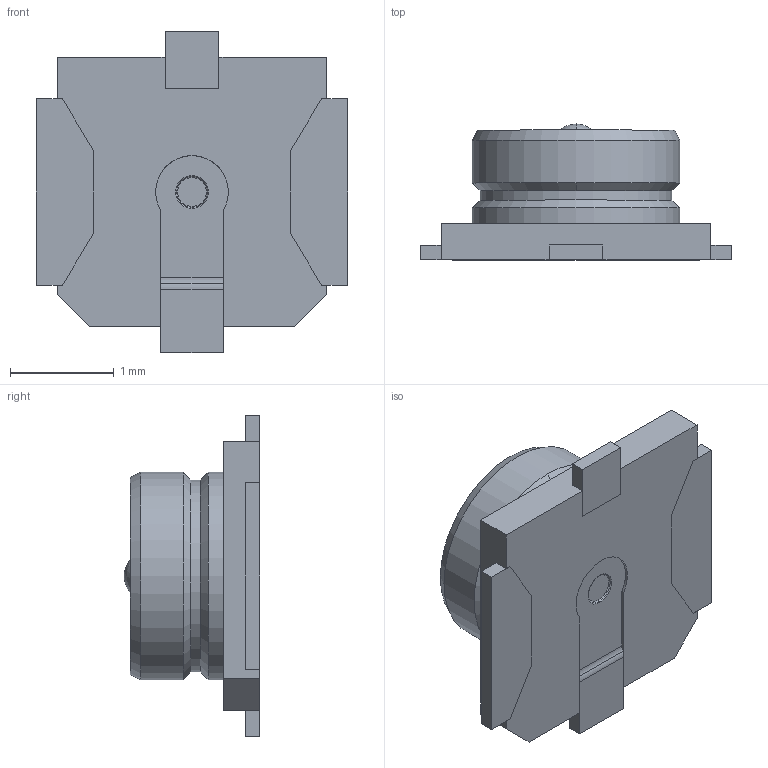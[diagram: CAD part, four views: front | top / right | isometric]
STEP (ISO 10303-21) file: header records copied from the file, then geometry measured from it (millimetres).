
FILE_DESCRIPTION (( 'STEP AP214' ), '1' );
FILE_NAME ('CONMHF1-SMD-G-T.STEP', '2021-12-14T12:14:58', ( '' ), ( '' ), 'SwSTEP 2.0', 'SolidWorks 2017', '' );
FILE_SCHEMA (( 'AUTOMOTIVE_DESIGN' ));
Length unit declared in the file: millimetre
Products named in the file (1): CONMHF1-SMD-G-T
Bounding box: 3 x 1.31 x 3.1 mm (x, y, z)
Volume: 3.4 mm3; surface area: 41.4 mm2
Topology: 7 solids, 7 shells, 94 faces, 232 edges, 153 vertices
Faces by surface type: plane 66, cylinder 18, cone 4, torus 4, sphere 2
Entity records: 2851 total; most frequent: CARTESIAN_POINT 510, DIRECTION 463, ORIENTED_EDGE 456, EDGE_CURVE 228, VECTOR 171, LINE 171, VERTEX_POINT 151, AXIS2_PLACEMENT_3D 146
